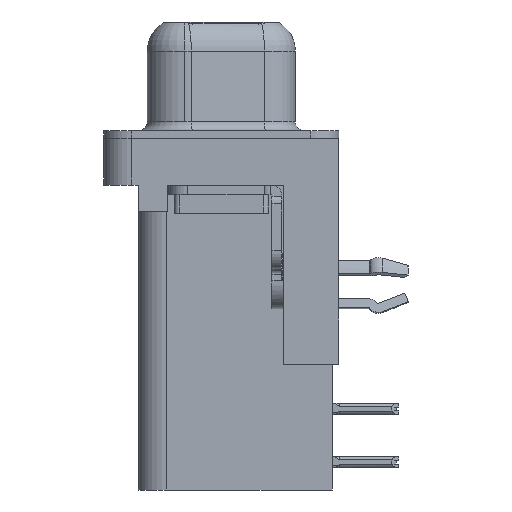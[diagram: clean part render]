
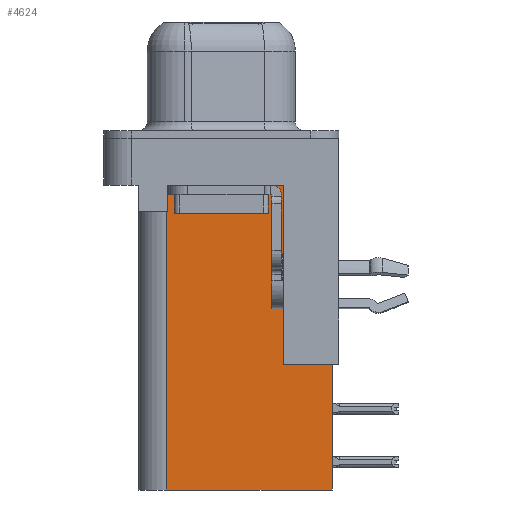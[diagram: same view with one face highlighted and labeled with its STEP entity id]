
A CAD part, left-side view. The second image highlights one B-rep face of the part: STEP entity #4624.
In plain terms, the highlighted planar face has unit normal (-1, 0, 0).
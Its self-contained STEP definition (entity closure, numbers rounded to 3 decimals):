
#467 = CARTESIAN_POINT ( 'NONE',  ( 3.79, -3.295, -18.76 ) ) ;
#1022 = ORIENTED_EDGE ( 'NONE', *, *, #11490, .F. ) ;
#1232 = DIRECTION ( 'NONE',  ( 0., 1., 0. ) ) ;
#2046 = ORIENTED_EDGE ( 'NONE', *, *, #17915, .T. ) ;
#2309 = CARTESIAN_POINT ( 'NONE',  ( 3.79, -6.295, -12.05 ) ) ;
#2465 = DIRECTION ( 'NONE',  ( 0., 0., -1. ) ) ;
#2605 = LINE ( 'NONE', #20906, #7391 ) ;
#2692 = VECTOR ( 'NONE', #2465, 1000. ) ;
#3162 = EDGE_CURVE ( 'NONE', #19468, #18507, #7475, .T. ) ;
#3700 = VECTOR ( 'NONE', #16723, 1000. ) ;
#3929 = VECTOR ( 'NONE', #20758, 1000. ) ;
#4624 = ADVANCED_FACE ( 'NONE', ( #13129 ), #22844, .F. ) ;
#4784 = CARTESIAN_POINT ( 'NONE',  ( 3.79, -3.295, -18.76 ) ) ;
#5196 = VECTOR ( 'NONE', #14734, 1000. ) ;
#6442 = DIRECTION ( 'NONE',  ( 0., 1., 0. ) ) ;
#7364 = VECTOR ( 'NONE', #22934, 1000. ) ;
#7391 = VECTOR ( 'NONE', #6442, 1000. ) ;
#7475 = LINE ( 'NONE', #13311, #2692 ) ;
#8069 = VERTEX_POINT ( 'NONE', #22031 ) ;
#8500 = LINE ( 'NONE', #19321, #7364 ) ;
#8505 = LINE ( 'NONE', #467, #3700 ) ;
#8517 = VERTEX_POINT ( 'NONE', #12046 ) ;
#8850 = EDGE_CURVE ( 'NONE', #8517, #19193, #8505, .T. ) ;
#9061 = CARTESIAN_POINT ( 'NONE',  ( 3.79, 2.925, -18.76 ) ) ;
#9155 = EDGE_CURVE ( 'NONE', #17044, #20146, #8500, .T. ) ;
#9214 = VERTEX_POINT ( 'NONE', #17681 ) ;
#9268 = CARTESIAN_POINT ( 'NONE',  ( 3.79, -3.295, -2.5 ) ) ;
#9296 = ORIENTED_EDGE ( 'NONE', *, *, #3162, .F. ) ;
#9416 = VECTOR ( 'NONE', #13143, 1000. ) ;
#9996 = LINE ( 'NONE', #9268, #5196 ) ;
#10877 = DIRECTION ( 'NONE',  ( 0., 0., 1. ) ) ;
#11490 = EDGE_CURVE ( 'NONE', #18507, #9214, #13566, .T. ) ;
#11794 = CARTESIAN_POINT ( 'NONE',  ( 3.79, -3.295, -18.76 ) ) ;
#12046 = CARTESIAN_POINT ( 'NONE',  ( 3.79, -3.295, -12.05 ) ) ;
#12071 = DIRECTION ( 'NONE',  ( 1., 0., 0. ) ) ;
#13129 = FACE_OUTER_BOUND ( 'NONE', #16513, .T. ) ;
#13143 = DIRECTION ( 'NONE',  ( 0., 1., 0. ) ) ;
#13311 = CARTESIAN_POINT ( 'NONE',  ( 3.79, -5.925, -2. ) ) ;
#13566 = LINE ( 'NONE', #11794, #3929 ) ;
#13646 = AXIS2_PLACEMENT_3D ( 'NONE', #4784, #12071, #1232 ) ;
#14111 = CARTESIAN_POINT ( 'NONE',  ( 3.79, 2.895, -2.5 ) ) ;
#14734 = DIRECTION ( 'NONE',  ( 0., 1., 0. ) ) ;
#15468 = ORIENTED_EDGE ( 'NONE', *, *, #22277, .T. ) ;
#16355 = ORIENTED_EDGE ( 'NONE', *, *, #9155, .T. ) ;
#16393 = ORIENTED_EDGE ( 'NONE', *, *, #18692, .F. ) ;
#16513 = EDGE_LOOP ( 'NONE', ( #15468, #16355, #2046, #16393, #1022, #9296, #17154, #21814 ) ) ;
#16723 = DIRECTION ( 'NONE',  ( 0., 0., 1. ) ) ;
#17044 = VERTEX_POINT ( 'NONE', #14111 ) ;
#17154 = ORIENTED_EDGE ( 'NONE', *, *, #22863, .T. ) ;
#17681 = CARTESIAN_POINT ( 'NONE',  ( 3.79, 2.925, -18.76 ) ) ;
#17915 = EDGE_CURVE ( 'NONE', #20146, #8069, #2605, .T. ) ;
#18406 = VECTOR ( 'NONE', #10877, 1000. ) ;
#18507 = VERTEX_POINT ( 'NONE', #19389 ) ;
#18692 = EDGE_CURVE ( 'NONE', #9214, #8069, #23163, .T. ) ;
#19193 = VERTEX_POINT ( 'NONE', #21665 ) ;
#19286 = CARTESIAN_POINT ( 'NONE',  ( 3.79, 2.895, -3.9 ) ) ;
#19321 = CARTESIAN_POINT ( 'NONE',  ( 3.79, 2.895, -3.9 ) ) ;
#19389 = CARTESIAN_POINT ( 'NONE',  ( 3.79, -5.925, -18.76 ) ) ;
#19468 = VERTEX_POINT ( 'NONE', #21053 ) ;
#20146 = VERTEX_POINT ( 'NONE', #19286 ) ;
#20758 = DIRECTION ( 'NONE',  ( 0., 1., 0. ) ) ;
#20906 = CARTESIAN_POINT ( 'NONE',  ( 3.79, 0., -3.9 ) ) ;
#21053 = CARTESIAN_POINT ( 'NONE',  ( 3.79, -5.925, -12.05 ) ) ;
#21665 = CARTESIAN_POINT ( 'NONE',  ( 3.79, -3.295, -2.5 ) ) ;
#21814 = ORIENTED_EDGE ( 'NONE', *, *, #8850, .T. ) ;
#22031 = CARTESIAN_POINT ( 'NONE',  ( 3.79, 2.925, -3.9 ) ) ;
#22277 = EDGE_CURVE ( 'NONE', #19193, #17044, #9996, .T. ) ;
#22844 = PLANE ( 'NONE',  #13646 ) ;
#22863 = EDGE_CURVE ( 'NONE', #19468, #8517, #23218, .T. ) ;
#22934 = DIRECTION ( 'NONE',  ( 0., 0., -1. ) ) ;
#23163 = LINE ( 'NONE', #9061, #18406 ) ;
#23218 = LINE ( 'NONE', #2309, #9416 ) ;
